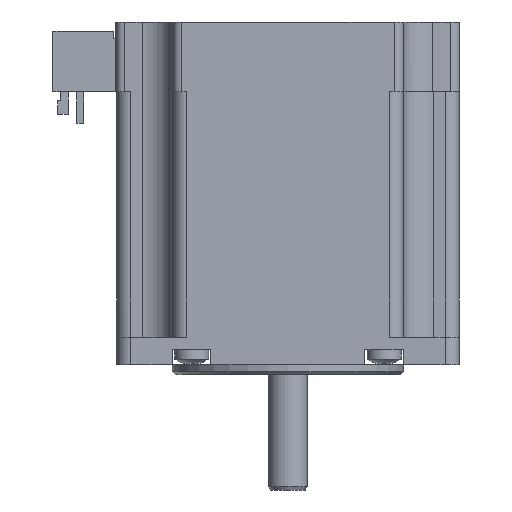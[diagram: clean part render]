
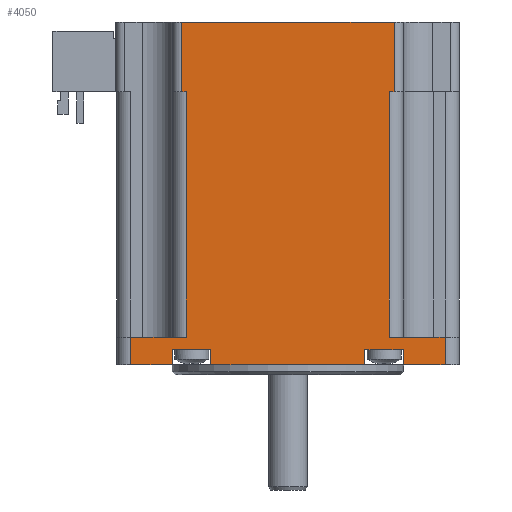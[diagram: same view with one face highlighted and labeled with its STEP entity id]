
A CAD part, front view. The second image highlights one B-rep face of the part: STEP entity #4050.
In plain terms, the highlighted planar face has unit normal (0, -1, 0).
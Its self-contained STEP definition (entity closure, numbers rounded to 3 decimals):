
#14=DIRECTION('',(1.,0.,0.));
#15=VECTOR('',#14,25.367);
#16=CARTESIAN_POINT('',(-12.684,-28.2,0.));
#17=LINE('',#16,#15);
#31=DIRECTION('',(1.,0.,0.));
#32=VECTOR('',#31,6.877);
#33=CARTESIAN_POINT('',(19.023,-28.2,0.));
#34=LINE('',#33,#32);
#101=DIRECTION('',(1.,0.,0.));
#102=VECTOR('',#101,6.877);
#103=CARTESIAN_POINT('',(-25.9,-28.2,0.));
#104=LINE('',#103,#102);
#211=DIRECTION('',(-1.,0.,0.));
#212=VECTOR('',#211,1.237);
#213=CARTESIAN_POINT('',(-15.235,-28.2,2.5));
#214=LINE('',#213,#212);
#215=DIRECTION('',(-1.,0.,0.));
#216=VECTOR('',#215,2.551);
#217=CARTESIAN_POINT('',(-16.472,-28.2,2.5));
#218=LINE('',#217,#216);
#219=DIRECTION('',(0.,0.,1.));
#220=VECTOR('',#219,2.5);
#221=CARTESIAN_POINT('',(-19.023,-28.2,0.));
#222=LINE('',#221,#220);
#223=DIRECTION('',(0.,0.,-1.));
#224=VECTOR('',#223,4.6);
#225=CARTESIAN_POINT('',(-25.9,-28.2,4.6));
#226=LINE('',#225,#224);
#227=DIRECTION('',(0.,0.,1.));
#228=VECTOR('',#227,40.4);
#229=CARTESIAN_POINT('',(-16.7,-28.2,4.6));
#230=LINE('',#229,#228);
#231=DIRECTION('',(-1.,0.,0.));
#232=VECTOR('',#231,0.8);
#233=CARTESIAN_POINT('',(-16.7,-28.2,45.));
#234=LINE('',#233,#232);
#235=DIRECTION('',(0.,0.,1.));
#236=VECTOR('',#235,11.5);
#237=CARTESIAN_POINT('',(-17.5,-28.2,45.));
#238=LINE('',#237,#236);
#239=DIRECTION('',(0.,0.,1.));
#240=VECTOR('',#239,11.5);
#241=CARTESIAN_POINT('',(17.5,-28.2,45.));
#242=LINE('',#241,#240);
#243=DIRECTION('',(-1.,0.,0.));
#244=VECTOR('',#243,0.8);
#245=CARTESIAN_POINT('',(17.5,-28.2,45.));
#246=LINE('',#245,#244);
#247=DIRECTION('',(0.,0.,-1.));
#248=VECTOR('',#247,4.6);
#249=CARTESIAN_POINT('',(25.9,-28.2,4.6));
#250=LINE('',#249,#248);
#251=DIRECTION('',(0.,0.,1.));
#252=VECTOR('',#251,2.5);
#253=CARTESIAN_POINT('',(19.023,-28.2,0.));
#254=LINE('',#253,#252);
#255=DIRECTION('',(-1.,0.,0.));
#256=VECTOR('',#255,2.551);
#257=CARTESIAN_POINT('',(19.023,-28.2,2.5));
#258=LINE('',#257,#256);
#259=DIRECTION('',(-1.,0.,0.));
#260=VECTOR('',#259,1.237);
#261=CARTESIAN_POINT('',(16.472,-28.2,2.5));
#262=LINE('',#261,#260);
#263=DIRECTION('',(-1.,0.,0.));
#264=VECTOR('',#263,2.551);
#265=CARTESIAN_POINT('',(15.235,-28.2,2.5));
#266=LINE('',#265,#264);
#267=DIRECTION('',(0.,0.,-1.));
#268=VECTOR('',#267,2.5);
#269=CARTESIAN_POINT('',(12.684,-28.2,2.5));
#270=LINE('',#269,#268);
#271=DIRECTION('',(0.,0.,1.));
#272=VECTOR('',#271,2.5);
#273=CARTESIAN_POINT('',(-12.684,-28.2,0.));
#274=LINE('',#273,#272);
#275=DIRECTION('',(-1.,0.,0.));
#276=VECTOR('',#275,2.551);
#277=CARTESIAN_POINT('',(-12.684,-28.2,2.5));
#278=LINE('',#277,#276);
#375=DIRECTION('',(-1.,0.,0.));
#376=VECTOR('',#375,9.2);
#377=CARTESIAN_POINT('',(-16.7,-28.2,4.6));
#378=LINE('',#377,#376);
#659=DIRECTION('',(0.,0.,1.));
#660=VECTOR('',#659,40.4);
#661=CARTESIAN_POINT('',(16.7,-28.2,4.6));
#662=LINE('',#661,#660);
#1524=DIRECTION('',(-1.,0.,0.));
#1525=VECTOR('',#1524,35.);
#1526=CARTESIAN_POINT('',(17.5,-28.2,56.5));
#1527=LINE('',#1526,#1525);
#2763=DIRECTION('',(-1.,0.,0.));
#2764=VECTOR('',#2763,9.2);
#2765=CARTESIAN_POINT('',(25.9,-28.2,4.6));
#2766=LINE('',#2765,#2764);
#2992=CARTESIAN_POINT('',(-16.7,-28.2,4.6));
#2993=VERTEX_POINT('',#2992);
#3000=CARTESIAN_POINT('',(16.7,-28.2,4.6));
#3001=VERTEX_POINT('',#3000);
#3004=CARTESIAN_POINT('',(25.9,-28.2,4.6));
#3005=VERTEX_POINT('',#3004);
#3012=CARTESIAN_POINT('',(-25.9,-28.2,4.6));
#3013=VERTEX_POINT('',#3012);
#3018=CARTESIAN_POINT('',(-25.9,-28.2,0.));
#3020=VERTEX_POINT('',#3018);
#3023=CARTESIAN_POINT('',(25.9,-28.2,0.));
#3025=VERTEX_POINT('',#3023);
#3114=CARTESIAN_POINT('',(-19.023,-28.2,2.5));
#3116=VERTEX_POINT('',#3114);
#3119=CARTESIAN_POINT('',(-12.684,-28.2,2.5));
#3121=VERTEX_POINT('',#3119);
#3126=CARTESIAN_POINT('',(19.023,-28.2,0.));
#3128=VERTEX_POINT('',#3126);
#3132=CARTESIAN_POINT('',(12.684,-28.2,0.));
#3133=VERTEX_POINT('',#3132);
#3134=CARTESIAN_POINT('',(19.023,-28.2,2.5));
#3135=VERTEX_POINT('',#3134);
#3136=CARTESIAN_POINT('',(12.684,-28.2,2.5));
#3137=VERTEX_POINT('',#3136);
#3138=CARTESIAN_POINT('',(-19.023,-28.2,0.));
#3139=VERTEX_POINT('',#3138);
#3140=CARTESIAN_POINT('',(-12.684,-28.2,0.));
#3141=VERTEX_POINT('',#3140);
#3508=CARTESIAN_POINT('',(17.5,-28.2,56.5));
#3510=VERTEX_POINT('',#3508);
#3514=CARTESIAN_POINT('',(17.5,-28.2,45.));
#3515=VERTEX_POINT('',#3514);
#3541=CARTESIAN_POINT('',(-17.5,-28.2,56.5));
#3543=VERTEX_POINT('',#3541);
#3544=CARTESIAN_POINT('',(-17.5,-28.2,45.));
#3545=VERTEX_POINT('',#3544);
#3603=CARTESIAN_POINT('',(-16.7,-28.2,45.));
#3605=VERTEX_POINT('',#3603);
#3617=CARTESIAN_POINT('',(16.7,-28.2,45.));
#3619=VERTEX_POINT('',#3617);
#3729=CARTESIAN_POINT('',(16.472,-28.2,2.5));
#3730=CARTESIAN_POINT('',(15.235,-28.2,2.5));
#3731=VERTEX_POINT('',#3729);
#3732=VERTEX_POINT('',#3730);
#3857=CARTESIAN_POINT('',(-15.235,-28.2,2.5));
#3858=CARTESIAN_POINT('',(-16.472,-28.2,2.5));
#3859=VERTEX_POINT('',#3857);
#3860=VERTEX_POINT('',#3858);
#3998=CARTESIAN_POINT('',(-28.2,-28.2,0.));
#3999=DIRECTION('',(0.,-1.,0.));
#4000=DIRECTION('',(1.,0.,0.));
#4001=AXIS2_PLACEMENT_3D('',#3998,#3999,#4000);
#4002=PLANE('',#4001);
#4004=ORIENTED_EDGE('',*,*,#4003,.T.);
#4006=ORIENTED_EDGE('',*,*,#4005,.T.);
#4008=ORIENTED_EDGE('',*,*,#4007,.F.);
#4009=ORIENTED_EDGE('',*,*,#3920,.F.);
#4011=ORIENTED_EDGE('',*,*,#4010,.F.);
#4013=ORIENTED_EDGE('',*,*,#4012,.F.);
#4015=ORIENTED_EDGE('',*,*,#4014,.T.);
#4017=ORIENTED_EDGE('',*,*,#4016,.T.);
#4019=ORIENTED_EDGE('',*,*,#4018,.T.);
#4021=ORIENTED_EDGE('',*,*,#4020,.F.);
#4023=ORIENTED_EDGE('',*,*,#4022,.F.);
#4025=ORIENTED_EDGE('',*,*,#4024,.T.);
#4027=ORIENTED_EDGE('',*,*,#4026,.F.);
#4029=ORIENTED_EDGE('',*,*,#4028,.F.);
#4031=ORIENTED_EDGE('',*,*,#4030,.T.);
#4032=ORIENTED_EDGE('',*,*,#3888,.F.);
#4034=ORIENTED_EDGE('',*,*,#4033,.T.);
#4036=ORIENTED_EDGE('',*,*,#4035,.T.);
#4038=ORIENTED_EDGE('',*,*,#4037,.T.);
#4040=ORIENTED_EDGE('',*,*,#4039,.T.);
#4042=ORIENTED_EDGE('',*,*,#4041,.T.);
#4043=ORIENTED_EDGE('',*,*,#3880,.F.);
#4045=ORIENTED_EDGE('',*,*,#4044,.T.);
#4047=ORIENTED_EDGE('',*,*,#4046,.T.);
#4048=EDGE_LOOP('',(#4004,#4006,#4008,#4009,#4011,#4013,#4015,#4017,#4019,#4021,
#4023,#4025,#4027,#4029,#4031,#4032,#4034,#4036,#4038,#4040,#4042,#4043,#4045,
#4047));
#4049=FACE_OUTER_BOUND('',#4048,.F.);
#4050=ADVANCED_FACE('',(#4049),#4002,.T.);
#3880=EDGE_CURVE('',#3141,#3133,#17,.T.);
#3888=EDGE_CURVE('',#3128,#3025,#34,.T.);
#3920=EDGE_CURVE('',#3020,#3139,#104,.T.);
#4003=EDGE_CURVE('',#3859,#3860,#214,.T.);
#4005=EDGE_CURVE('',#3860,#3116,#218,.T.);
#4007=EDGE_CURVE('',#3139,#3116,#222,.T.);
#4010=EDGE_CURVE('',#3013,#3020,#226,.T.);
#4012=EDGE_CURVE('',#2993,#3013,#378,.T.);
#4014=EDGE_CURVE('',#2993,#3605,#230,.T.);
#4016=EDGE_CURVE('',#3605,#3545,#234,.T.);
#4018=EDGE_CURVE('',#3545,#3543,#238,.T.);
#4020=EDGE_CURVE('',#3510,#3543,#1527,.T.);
#4022=EDGE_CURVE('',#3515,#3510,#242,.T.);
#4024=EDGE_CURVE('',#3515,#3619,#246,.T.);
#4026=EDGE_CURVE('',#3001,#3619,#662,.T.);
#4028=EDGE_CURVE('',#3005,#3001,#2766,.T.);
#4030=EDGE_CURVE('',#3005,#3025,#250,.T.);
#4033=EDGE_CURVE('',#3128,#3135,#254,.T.);
#4035=EDGE_CURVE('',#3135,#3731,#258,.T.);
#4037=EDGE_CURVE('',#3731,#3732,#262,.T.);
#4039=EDGE_CURVE('',#3732,#3137,#266,.T.);
#4041=EDGE_CURVE('',#3137,#3133,#270,.T.);
#4044=EDGE_CURVE('',#3141,#3121,#274,.T.);
#4046=EDGE_CURVE('',#3121,#3859,#278,.T.);
